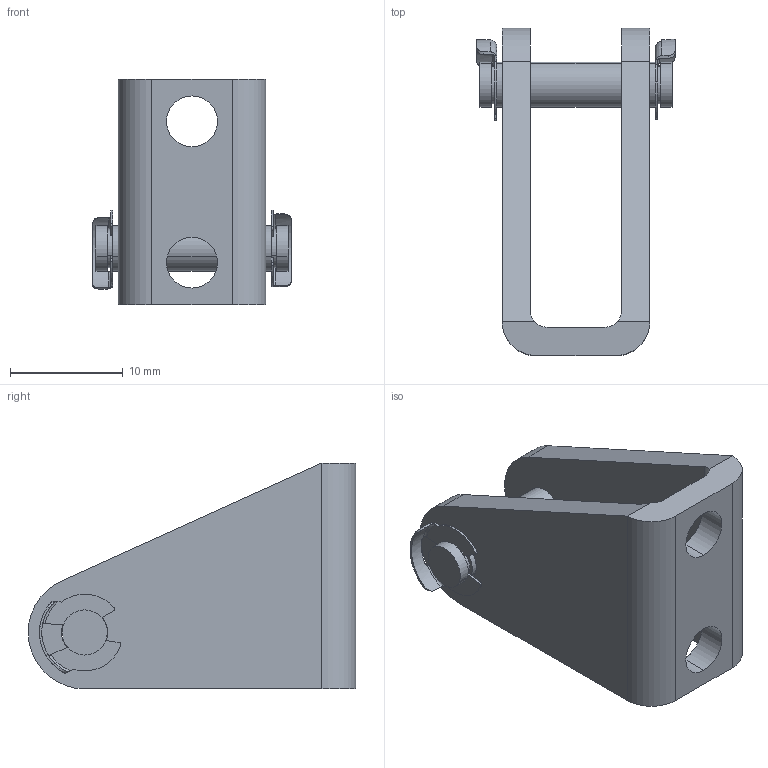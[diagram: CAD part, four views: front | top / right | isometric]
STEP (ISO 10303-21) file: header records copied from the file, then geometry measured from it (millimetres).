
FILE_DESCRIPTION (( 'STEP AP214' ), '1' );
FILE_NAME ('10 EB-SF.STEP', '2010-08-10T13:20:53', ( '' ), ( '' ), 'SwSTEP 2.0', 'SolidWorks 2010', '' );
FILE_SCHEMA (( 'AUTOMOTIVE_DESIGN' ));
Length unit declared in the file: millimetre
Products named in the file (4): 10   EB  .; 10  EB  PﾝMﾝ; 10  KLÝPS; 10  EB-SF
Assembly tree (4 placements, depth 2):
  10  EB-SF
    10  KLÝPS  x2
    10  EB  PﾝMﾝ
    10   EB  .
Bounding box: 17.6 x 29 x 20 mm (x, y, z)
Volume: 2522.9 mm3; surface area: 2703.7 mm2
Topology: 4 solids, 4 shells, 116 faces, 298 edges, 194 vertices
Faces by surface type: cylinder 66, plane 42, torus 8
Entity records: 2678 total; most frequent: CARTESIAN_POINT 525, DIRECTION 450, ORIENTED_EDGE 404, EDGE_CURVE 202, AXIS2_PLACEMENT_3D 179, VERTEX_POINT 132, EDGE_LOOP 92, VECTOR 92
